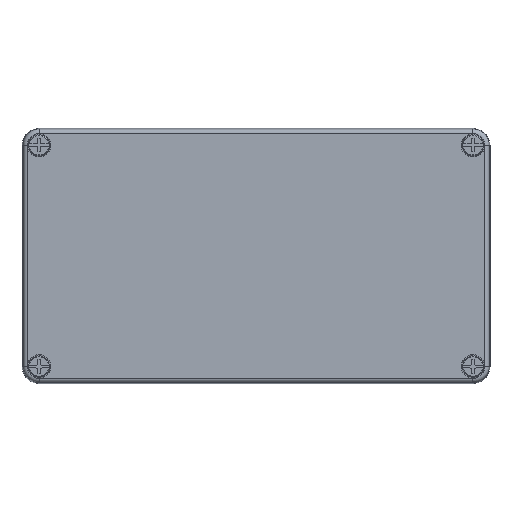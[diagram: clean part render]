
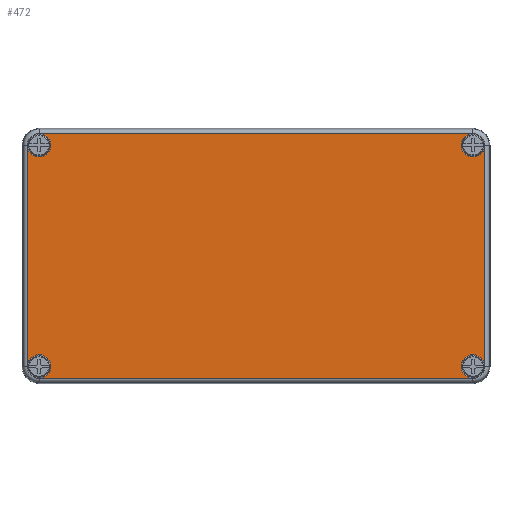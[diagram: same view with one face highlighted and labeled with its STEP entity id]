
A CAD part, top view. The second image highlights one B-rep face of the part: STEP entity #472.
In plain terms, the highlighted face is planar.
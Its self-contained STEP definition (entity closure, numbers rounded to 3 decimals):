
#472 = ADVANCED_FACE( '', ( #1168, #1169, #1170, #1171, #1172 ), #1173, .F. );
#1168 = FACE_BOUND( '', #2294, .T. );
#1169 = FACE_BOUND( '', #2295, .T. );
#1170 = FACE_OUTER_BOUND( '', #2296, .T. );
#1171 = FACE_BOUND( '', #2297, .T. );
#1172 = FACE_BOUND( '', #2298, .T. );
#1173 = PLANE( '', #2299 );
#2294 = EDGE_LOOP( '', ( #4467 ) );
#2295 = EDGE_LOOP( '', ( #4468 ) );
#2296 = EDGE_LOOP( '', ( #4469, #4470, #4471, #4472, #4473, #4474, #4475, #4476 ) );
#2297 = EDGE_LOOP( '', ( #4477 ) );
#2298 = EDGE_LOOP( '', ( #4478 ) );
#2299 = AXIS2_PLACEMENT_3D( '', #4479, #4480, #4481 );
#4467 = ORIENTED_EDGE( '', *, *, #6151, .T. );
#4468 = ORIENTED_EDGE( '', *, *, #6152, .T. );
#4469 = ORIENTED_EDGE( '', *, *, #6153, .F. );
#4470 = ORIENTED_EDGE( '', *, *, #6154, .T. );
#4471 = ORIENTED_EDGE( '', *, *, #6155, .F. );
#4472 = ORIENTED_EDGE( '', *, *, #6156, .F. );
#4473 = ORIENTED_EDGE( '', *, *, #6157, .T. );
#4474 = ORIENTED_EDGE( '', *, *, #6158, .F. );
#4475 = ORIENTED_EDGE( '', *, *, #6159, .T. );
#4476 = ORIENTED_EDGE( '', *, *, #6160, .T. );
#4477 = ORIENTED_EDGE( '', *, *, #6161, .T. );
#4478 = ORIENTED_EDGE( '', *, *, #6162, .T. );
#4479 = CARTESIAN_POINT( '', ( 107.533, 52., 0. ) );
#4480 = DIRECTION( '', ( 0., 0., 1. ) );
#4481 = DIRECTION( '', ( 1., 0., 0. ) );
#6151 = EDGE_CURVE( '', #7450, #7450, #7451, .T. );
#6152 = EDGE_CURVE( '', #7452, #7452, #7453, .T. );
#6153 = EDGE_CURVE( '', #7454, #7455, #7456, .T. );
#6154 = EDGE_CURVE( '', #7454, #7457, #7458, .T. );
#6155 = EDGE_CURVE( '', #7459, #7457, #7460, .T. );
#6156 = EDGE_CURVE( '', #7461, #7459, #7462, .T. );
#6157 = EDGE_CURVE( '', #7461, #7463, #7464, .T. );
#6158 = EDGE_CURVE( '', #7465, #7463, #7466, .T. );
#6159 = EDGE_CURVE( '', #7465, #7467, #7468, .T. );
#6160 = EDGE_CURVE( '', #7467, #7455, #7469, .T. );
#6161 = EDGE_CURVE( '', #7470, #7470, #7471, .T. );
#6162 = EDGE_CURVE( '', #7472, #7472, #7473, .T. );
#7450 = VERTEX_POINT( '', #9452 );
#7451 = CIRCLE( '', #9453, 5.5 );
#7452 = VERTEX_POINT( '', #9454 );
#7453 = CIRCLE( '', #9455, 5.5 );
#7454 = VERTEX_POINT( '', #9456 );
#7455 = VERTEX_POINT( '', #9457 );
#7456 = LINE( '', #9458, #9459 );
#7457 = VERTEX_POINT( '', #9460 );
#7458 = CIRCLE( '', #9461, 5.533 );
#7459 = VERTEX_POINT( '', #9462 );
#7460 = LINE( '', #9463, #9464 );
#7461 = VERTEX_POINT( '', #9465 );
#7462 = CIRCLE( '', #9466, 5.533 );
#7463 = VERTEX_POINT( '', #9467 );
#7464 = LINE( '', #9468, #9469 );
#7465 = VERTEX_POINT( '', #9470 );
#7466 = CIRCLE( '', #9471, 5.533 );
#7467 = VERTEX_POINT( '', #9472 );
#7468 = LINE( '', #9473, #9474 );
#7469 = CIRCLE( '', #9475, 5.533 );
#7470 = VERTEX_POINT( '', #9476 );
#7471 = CIRCLE( '', #9477, 5.5 );
#7472 = VERTEX_POINT( '', #9478 );
#7473 = CIRCLE( '', #9479, 5.5 );
#9452 = CARTESIAN_POINT( '', ( -96.5, 52., 0. ) );
#9453 = AXIS2_PLACEMENT_3D( '', #11189, #11190, #11191 );
#9454 = CARTESIAN_POINT( '', ( 107.5, -52., 0. ) );
#9455 = AXIS2_PLACEMENT_3D( '', #11192, #11193, #11194 );
#9456 = CARTESIAN_POINT( '', ( -107.533, 52., 0. ) );
#9457 = CARTESIAN_POINT( '', ( -107.533, -52., 0. ) );
#9458 = CARTESIAN_POINT( '', ( -107.533, 52., 0. ) );
#9459 = VECTOR( '', #11195, 1000. );
#9460 = CARTESIAN_POINT( '', ( -102., 57.533, 0. ) );
#9461 = AXIS2_PLACEMENT_3D( '', #11196, #11197, #11198 );
#9462 = CARTESIAN_POINT( '', ( 102., 57.533, 0. ) );
#9463 = CARTESIAN_POINT( '', ( 102., 57.533, 0. ) );
#9464 = VECTOR( '', #11199, 1000. );
#9465 = CARTESIAN_POINT( '', ( 107.533, 52., 0. ) );
#9466 = AXIS2_PLACEMENT_3D( '', #11200, #11201, #11202 );
#9467 = CARTESIAN_POINT( '', ( 107.533, -52., 0. ) );
#9468 = CARTESIAN_POINT( '', ( 107.533, 52., 0. ) );
#9469 = VECTOR( '', #11203, 1000. );
#9470 = CARTESIAN_POINT( '', ( 102., -57.533, 0. ) );
#9471 = AXIS2_PLACEMENT_3D( '', #11204, #11205, #11206 );
#9472 = CARTESIAN_POINT( '', ( -102., -57.533, 0. ) );
#9473 = CARTESIAN_POINT( '', ( 102., -57.533, 0. ) );
#9474 = VECTOR( '', #11207, 1000. );
#9475 = AXIS2_PLACEMENT_3D( '', #11208, #11209, #11210 );
#9476 = CARTESIAN_POINT( '', ( -96.5, -52., 0. ) );
#9477 = AXIS2_PLACEMENT_3D( '', #11211, #11212, #11213 );
#9478 = CARTESIAN_POINT( '', ( 107.5, 52., 0. ) );
#9479 = AXIS2_PLACEMENT_3D( '', #11214, #11215, #11216 );
#11189 = CARTESIAN_POINT( '', ( -102., 52., 0. ) );
#11190 = DIRECTION( '', ( 0., 0., 1. ) );
#11191 = DIRECTION( '', ( 1., 0., 0. ) );
#11192 = CARTESIAN_POINT( '', ( 102., -52., 0. ) );
#11193 = DIRECTION( '', ( 0., 0., 1. ) );
#11194 = DIRECTION( '', ( 1., 0., 0. ) );
#11195 = DIRECTION( '', ( 0., -1., 0. ) );
#11196 = CARTESIAN_POINT( '', ( -102., 52., 0. ) );
#11197 = DIRECTION( '', ( 0., 0., -1. ) );
#11198 = DIRECTION( '', ( -1., 0., 0. ) );
#11199 = DIRECTION( '', ( -1., 0., 0. ) );
#11200 = CARTESIAN_POINT( '', ( 102., 52., 0. ) );
#11201 = DIRECTION( '', ( 0., 0., 1. ) );
#11202 = DIRECTION( '', ( 1., 0., 0. ) );
#11203 = DIRECTION( '', ( 0., -1., 0. ) );
#11204 = CARTESIAN_POINT( '', ( 102., -52., 0. ) );
#11205 = DIRECTION( '', ( 0., 0., 1. ) );
#11206 = DIRECTION( '', ( 1., 0., 0. ) );
#11207 = DIRECTION( '', ( -1., 0., 0. ) );
#11208 = CARTESIAN_POINT( '', ( -102., -52., 0. ) );
#11209 = DIRECTION( '', ( 0., 0., -1. ) );
#11210 = DIRECTION( '', ( -1., 0., 0. ) );
#11211 = CARTESIAN_POINT( '', ( -102., -52., 0. ) );
#11212 = DIRECTION( '', ( 0., 0., 1. ) );
#11213 = DIRECTION( '', ( 1., 0., 0. ) );
#11214 = CARTESIAN_POINT( '', ( 102., 52., 0. ) );
#11215 = DIRECTION( '', ( 0., 0., 1. ) );
#11216 = DIRECTION( '', ( 1., 0., 0. ) );
